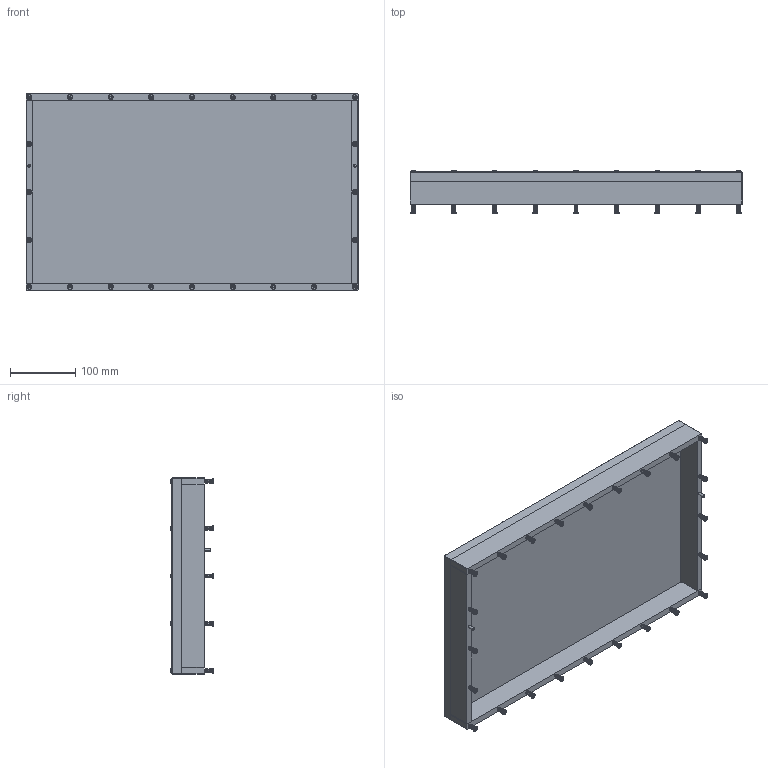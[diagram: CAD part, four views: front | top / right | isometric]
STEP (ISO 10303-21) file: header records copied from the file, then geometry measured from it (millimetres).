
FILE_DESCRIPTION (( 'STEP AP214' ), '1' );
FILE_NAME ('109256-KIT~0.STEP', '2020-06-08T13:23:34', ( '' ), ( '' ), 'SwSTEP 2.0', 'SolidWorks 2018', '' );
FILE_SCHEMA (( 'AUTOMOTIVE_DESIGN' ));
Length unit declared in the file: millimetre
Products named in the file (7): 109257~0_S; 109259~0_S; DIN7~n_04,0m6x060; 109258~0_S; 109256-KIT~0; Gewindebuchse~n_M04-13,0 offen; ISO7380~n_M04,0x060
Assembly tree (55 placements, depth 2):
  109256-KIT~0
    109257~0_S
    109258~0_S  x2
    109259~0_S  x2
    Gewindebuchse~n_M04-13,0 offen  x24
    ISO7380~n_M04,0x060  x24
    DIN7~n_04,0m6x060  x2
Bounding box: 509 x 66.7 x 301 mm (x, y, z)
Volume: 2859504 mm3; surface area: 526098.9 mm2
Topology: 55 solids, 55 shells, 4158 faces, 9640 edges, 6364 vertices
Faces by surface type: plane 3202, cylinder 756, torus 144, cone 48, sphere 8
Entity records: 9536 total; most frequent: DIRECTION 1704, CARTESIAN_POINT 1532, ORIENTED_EDGE 1428, EDGE_CURVE 714, AXIS2_PLACEMENT_3D 646, VERTEX_POINT 474, VECTOR 412, LINE 412
